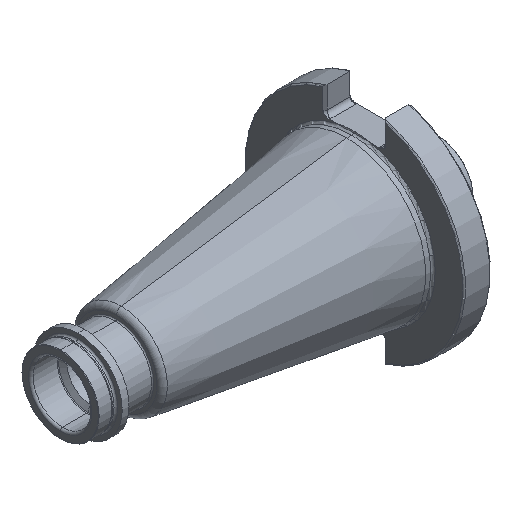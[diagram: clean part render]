
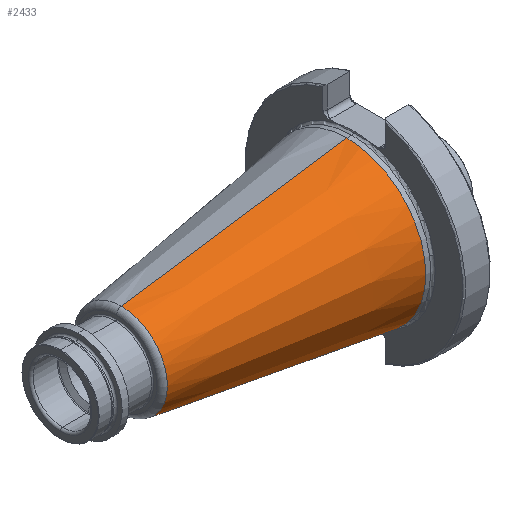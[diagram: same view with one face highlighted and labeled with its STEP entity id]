
A CAD part, isometric view. The second image highlights one B-rep face of the part: STEP entity #2433.
In plain terms, the highlighted conical face has half-angle 8.297 degrees and reference radius 34.925 mm.
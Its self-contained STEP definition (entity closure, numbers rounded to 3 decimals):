
#72 = DIRECTION ( 'NONE',  ( 0., 0., 1. ) ) ;
#185 = DIRECTION ( 'NONE',  ( 0., 0., -1. ) ) ;
#303 = AXIS2_PLACEMENT_3D ( 'NONE', #3821, #2314, #185 ) ;
#405 = VERTEX_POINT ( 'NONE', #3737 ) ;
#467 = DIRECTION ( 'NONE',  ( 0.99, 0., -0.144 ) ) ;
#818 = VERTEX_POINT ( 'NONE', #830 ) ;
#830 = CARTESIAN_POINT ( 'NONE',  ( 0., 0., -34.925 ) ) ;
#836 = FACE_OUTER_BOUND ( 'NONE', #1273, .T. ) ;
#886 = EDGE_CURVE ( 'NONE', #818, #3513, #1290, .T. ) ;
#1035 = AXIS2_PLACEMENT_3D ( 'NONE', #1371, #1386, #1413 ) ;
#1243 = CARTESIAN_POINT ( 'NONE',  ( 0., 0., 34.925 ) ) ;
#1273 = EDGE_LOOP ( 'NONE', ( #3308, #1672, #1288, #1430 ) ) ;
#1288 = ORIENTED_EDGE ( 'NONE', *, *, #3724, .T. ) ;
#1290 = CIRCLE ( 'NONE', #1035, 34.925 ) ;
#1371 = CARTESIAN_POINT ( 'NONE',  ( 0., 0., 0. ) ) ;
#1386 = DIRECTION ( 'NONE',  ( -1., 0., 0. ) ) ;
#1413 = DIRECTION ( 'NONE',  ( 0., 0., 1. ) ) ;
#1430 = ORIENTED_EDGE ( 'NONE', *, *, #886, .T. ) ;
#1672 = ORIENTED_EDGE ( 'NONE', *, *, #2411, .F. ) ;
#1793 = VERTEX_POINT ( 'NONE', #3508 ) ;
#1974 = VECTOR ( 'NONE', #2442, 1000. ) ;
#2281 = CONICAL_SURFACE ( 'NONE', #303, 34.925, 0.145 ) ;
#2314 = DIRECTION ( 'NONE',  ( 1., 0., 0. ) ) ;
#2411 = EDGE_CURVE ( 'NONE', #1793, #405, #2477, .T. ) ;
#2433 = ADVANCED_FACE ( 'NONE', ( #836 ), #2281, .T. ) ;
#2442 = DIRECTION ( 'NONE',  ( 0.99, 0., 0.144 ) ) ;
#2477 = CIRCLE ( 'NONE', #3958, 20.377 ) ;
#2591 = EDGE_CURVE ( 'NONE', #405, #3513, #3583, .T. ) ;
#3238 = VECTOR ( 'NONE', #467, 1000. ) ;
#3266 = CARTESIAN_POINT ( 'NONE',  ( 0., 0., -34.925 ) ) ;
#3308 = ORIENTED_EDGE ( 'NONE', *, *, #2591, .F. ) ;
#3353 = LINE ( 'NONE', #3266, #3238 ) ;
#3508 = CARTESIAN_POINT ( 'NONE',  ( -99.761, 0., -20.377 ) ) ;
#3513 = VERTEX_POINT ( 'NONE', #3756 ) ;
#3583 = LINE ( 'NONE', #1243, #1974 ) ;
#3724 = EDGE_CURVE ( 'NONE', #1793, #818, #3353, .T. ) ;
#3737 = CARTESIAN_POINT ( 'NONE',  ( -99.761, 0., 20.377 ) ) ;
#3756 = CARTESIAN_POINT ( 'NONE',  ( 0., 0., 34.925 ) ) ;
#3821 = CARTESIAN_POINT ( 'NONE',  ( 0., 0., 0. ) ) ;
#3903 = DIRECTION ( 'NONE',  ( -1., 0., 0. ) ) ;
#3953 = CARTESIAN_POINT ( 'NONE',  ( -99.761, 0., 0. ) ) ;
#3958 = AXIS2_PLACEMENT_3D ( 'NONE', #3953, #3903, #72 ) ;
